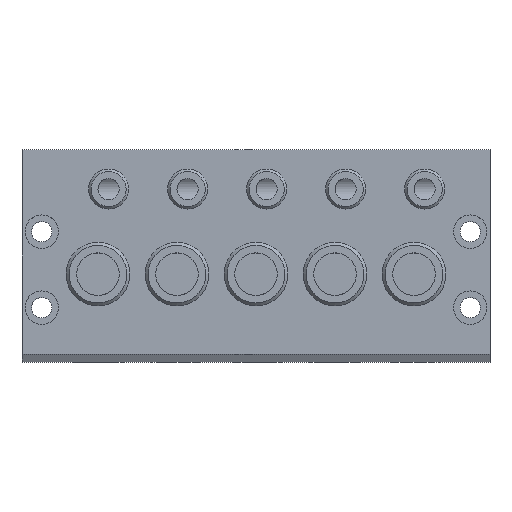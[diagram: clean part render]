
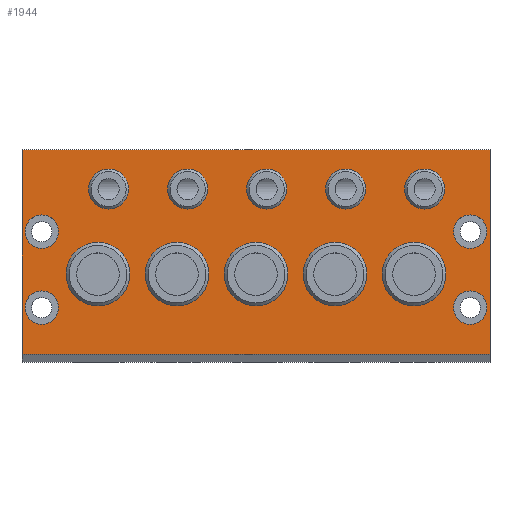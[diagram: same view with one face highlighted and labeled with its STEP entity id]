
A CAD part, top view. The second image highlights one B-rep face of the part: STEP entity #1944.
In plain terms, the highlighted planar face has unit normal (0, 0, 1).
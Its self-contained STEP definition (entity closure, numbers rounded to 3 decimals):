
#170=FACE_BOUND('',#611,.T.);
#171=FACE_BOUND('',#612,.T.);
#172=FACE_BOUND('',#613,.T.);
#173=FACE_BOUND('',#614,.T.);
#174=FACE_BOUND('',#615,.T.);
#175=FACE_BOUND('',#616,.T.);
#176=FACE_BOUND('',#617,.T.);
#177=FACE_BOUND('',#618,.T.);
#178=FACE_BOUND('',#619,.T.);
#179=FACE_BOUND('',#620,.T.);
#180=FACE_BOUND('',#621,.T.);
#181=FACE_BOUND('',#622,.T.);
#182=FACE_BOUND('',#623,.T.);
#183=FACE_BOUND('',#624,.T.);
#310=CIRCLE('',#2180,5.5);
#311=CIRCLE('',#2181,5.5);
#312=CIRCLE('',#2183,5.5);
#313=CIRCLE('',#2184,5.5);
#314=CIRCLE('',#2186,5.5);
#315=CIRCLE('',#2187,5.5);
#316=CIRCLE('',#2189,5.5);
#317=CIRCLE('',#2190,5.5);
#318=CIRCLE('',#2192,9.3);
#319=CIRCLE('',#2194,5.6);
#320=CIRCLE('',#2196,9.3);
#321=CIRCLE('',#2198,5.6);
#322=CIRCLE('',#2200,9.3);
#323=CIRCLE('',#2202,5.6);
#324=CIRCLE('',#2204,9.3);
#325=CIRCLE('',#2206,5.6);
#327=CIRCLE('',#2209,9.3);
#328=CIRCLE('',#2211,5.6);
#450=FACE_OUTER_BOUND('',#610,.T.);
#610=EDGE_LOOP('',(#1737,#1738,#1739,#1740));
#611=EDGE_LOOP('',(#1741));
#612=EDGE_LOOP('',(#1742));
#613=EDGE_LOOP('',(#1743));
#614=EDGE_LOOP('',(#1744));
#615=EDGE_LOOP('',(#1745));
#616=EDGE_LOOP('',(#1746));
#617=EDGE_LOOP('',(#1747));
#618=EDGE_LOOP('',(#1748));
#619=EDGE_LOOP('',(#1749));
#620=EDGE_LOOP('',(#1750));
#621=EDGE_LOOP('',(#1751,#1752));
#622=EDGE_LOOP('',(#1753,#1754));
#623=EDGE_LOOP('',(#1755,#1756));
#624=EDGE_LOOP('',(#1757,#1758));
#640=LINE('',#2883,#735);
#646=LINE('',#2894,#741);
#722=LINE('',#3771,#817);
#728=LINE('',#3797,#823);
#735=VECTOR('',#2247,10.);
#741=VECTOR('',#2255,10.);
#817=VECTOR('',#2809,10.);
#823=VECTOR('',#2845,10.);
#830=VERTEX_POINT('',#2880);
#831=VERTEX_POINT('',#2882);
#835=VERTEX_POINT('',#2892);
#972=VERTEX_POINT('',#3699);
#973=VERTEX_POINT('',#3700);
#974=VERTEX_POINT('',#3705);
#975=VERTEX_POINT('',#3706);
#976=VERTEX_POINT('',#3711);
#977=VERTEX_POINT('',#3712);
#978=VERTEX_POINT('',#3717);
#979=VERTEX_POINT('',#3718);
#980=VERTEX_POINT('',#3723);
#981=VERTEX_POINT('',#3727);
#982=VERTEX_POINT('',#3731);
#983=VERTEX_POINT('',#3735);
#984=VERTEX_POINT('',#3739);
#985=VERTEX_POINT('',#3743);
#986=VERTEX_POINT('',#3747);
#987=VERTEX_POINT('',#3751);
#989=VERTEX_POINT('',#3757);
#990=VERTEX_POINT('',#3761);
#992=VERTEX_POINT('',#3769);
#1003=EDGE_CURVE('',#830,#831,#640,.T.);
#1009=EDGE_CURVE('',#830,#835,#646,.T.);
#1208=EDGE_CURVE('',#972,#973,#310,.T.);
#1209=EDGE_CURVE('',#973,#972,#311,.T.);
#1211=EDGE_CURVE('',#974,#975,#312,.T.);
#1212=EDGE_CURVE('',#975,#974,#313,.T.);
#1214=EDGE_CURVE('',#976,#977,#314,.T.);
#1215=EDGE_CURVE('',#977,#976,#315,.T.);
#1217=EDGE_CURVE('',#978,#979,#316,.T.);
#1218=EDGE_CURVE('',#979,#978,#317,.T.);
#1221=EDGE_CURVE('',#980,#980,#318,.T.);
#1223=EDGE_CURVE('',#981,#981,#319,.T.);
#1225=EDGE_CURVE('',#982,#982,#320,.T.);
#1227=EDGE_CURVE('',#983,#983,#321,.T.);
#1229=EDGE_CURVE('',#984,#984,#322,.T.);
#1231=EDGE_CURVE('',#985,#985,#323,.T.);
#1233=EDGE_CURVE('',#986,#986,#324,.T.);
#1235=EDGE_CURVE('',#987,#987,#325,.T.);
#1238=EDGE_CURVE('',#989,#989,#327,.T.);
#1240=EDGE_CURVE('',#990,#990,#328,.T.);
#1244=EDGE_CURVE('',#835,#992,#722,.T.);
#1255=EDGE_CURVE('',#992,#831,#728,.T.);
#1737=ORIENTED_EDGE('',*,*,#1003,.F.);
#1738=ORIENTED_EDGE('',*,*,#1009,.T.);
#1739=ORIENTED_EDGE('',*,*,#1244,.T.);
#1740=ORIENTED_EDGE('',*,*,#1255,.T.);
#1741=ORIENTED_EDGE('',*,*,#1240,.T.);
#1742=ORIENTED_EDGE('',*,*,#1238,.T.);
#1743=ORIENTED_EDGE('',*,*,#1235,.T.);
#1744=ORIENTED_EDGE('',*,*,#1233,.T.);
#1745=ORIENTED_EDGE('',*,*,#1231,.T.);
#1746=ORIENTED_EDGE('',*,*,#1229,.T.);
#1747=ORIENTED_EDGE('',*,*,#1227,.T.);
#1748=ORIENTED_EDGE('',*,*,#1225,.T.);
#1749=ORIENTED_EDGE('',*,*,#1223,.T.);
#1750=ORIENTED_EDGE('',*,*,#1221,.T.);
#1751=ORIENTED_EDGE('',*,*,#1217,.T.);
#1752=ORIENTED_EDGE('',*,*,#1218,.T.);
#1753=ORIENTED_EDGE('',*,*,#1214,.T.);
#1754=ORIENTED_EDGE('',*,*,#1215,.T.);
#1755=ORIENTED_EDGE('',*,*,#1211,.T.);
#1756=ORIENTED_EDGE('',*,*,#1212,.T.);
#1757=ORIENTED_EDGE('',*,*,#1208,.T.);
#1758=ORIENTED_EDGE('',*,*,#1209,.T.);
#1827=PLANE('',#2229);
#1944=ADVANCED_FACE('',(#450,#170,#171,#172,#173,#174,#175,#176,#177,#178,
#179,#180,#181,#182,#183),#1827,.T.);
#2180=AXIS2_PLACEMENT_3D('',#3701,#2724,#2725);
#2181=AXIS2_PLACEMENT_3D('',#3702,#2726,#2727);
#2183=AXIS2_PLACEMENT_3D('',#3707,#2731,#2732);
#2184=AXIS2_PLACEMENT_3D('',#3708,#2733,#2734);
#2186=AXIS2_PLACEMENT_3D('',#3713,#2738,#2739);
#2187=AXIS2_PLACEMENT_3D('',#3714,#2740,#2741);
#2189=AXIS2_PLACEMENT_3D('',#3719,#2745,#2746);
#2190=AXIS2_PLACEMENT_3D('',#3720,#2747,#2748);
#2192=AXIS2_PLACEMENT_3D('',#3725,#2753,#2754);
#2194=AXIS2_PLACEMENT_3D('',#3729,#2758,#2759);
#2196=AXIS2_PLACEMENT_3D('',#3733,#2763,#2764);
#2198=AXIS2_PLACEMENT_3D('',#3737,#2768,#2769);
#2200=AXIS2_PLACEMENT_3D('',#3741,#2773,#2774);
#2202=AXIS2_PLACEMENT_3D('',#3745,#2778,#2779);
#2204=AXIS2_PLACEMENT_3D('',#3749,#2783,#2784);
#2206=AXIS2_PLACEMENT_3D('',#3753,#2788,#2789);
#2209=AXIS2_PLACEMENT_3D('',#3759,#2795,#2796);
#2211=AXIS2_PLACEMENT_3D('',#3763,#2800,#2801);
#2229=AXIS2_PLACEMENT_3D('',#3799,#2847,#2848);
#2247=DIRECTION('',(-1.,0.,0.));
#2255=DIRECTION('',(0.,1.,0.));
#2724=DIRECTION('center_axis',(0.,0.,-1.));
#2725=DIRECTION('ref_axis',(1.,0.,0.));
#2726=DIRECTION('center_axis',(0.,0.,-1.));
#2727=DIRECTION('ref_axis',(1.,0.,0.));
#2731=DIRECTION('center_axis',(0.,0.,-1.));
#2732=DIRECTION('ref_axis',(1.,0.,0.));
#2733=DIRECTION('center_axis',(0.,0.,-1.));
#2734=DIRECTION('ref_axis',(1.,0.,0.));
#2738=DIRECTION('center_axis',(0.,0.,-1.));
#2739=DIRECTION('ref_axis',(1.,0.,0.));
#2740=DIRECTION('center_axis',(0.,0.,-1.));
#2741=DIRECTION('ref_axis',(1.,0.,0.));
#2745=DIRECTION('center_axis',(0.,0.,-1.));
#2746=DIRECTION('ref_axis',(1.,0.,0.));
#2747=DIRECTION('center_axis',(0.,0.,-1.));
#2748=DIRECTION('ref_axis',(1.,0.,0.));
#2753=DIRECTION('center_axis',(0.,0.,-1.));
#2754=DIRECTION('ref_axis',(-1.,0.,0.));
#2758=DIRECTION('center_axis',(0.,0.,-1.));
#2759=DIRECTION('ref_axis',(-1.,0.,0.));
#2763=DIRECTION('center_axis',(0.,0.,-1.));
#2764=DIRECTION('ref_axis',(-1.,0.,0.));
#2768=DIRECTION('center_axis',(0.,0.,-1.));
#2769=DIRECTION('ref_axis',(-1.,0.,0.));
#2773=DIRECTION('center_axis',(0.,0.,-1.));
#2774=DIRECTION('ref_axis',(-1.,0.,0.));
#2778=DIRECTION('center_axis',(0.,0.,-1.));
#2779=DIRECTION('ref_axis',(-1.,0.,0.));
#2783=DIRECTION('center_axis',(0.,0.,-1.));
#2784=DIRECTION('ref_axis',(-1.,0.,0.));
#2788=DIRECTION('center_axis',(0.,0.,-1.));
#2789=DIRECTION('ref_axis',(-1.,0.,0.));
#2795=DIRECTION('center_axis',(0.,0.,-1.));
#2796=DIRECTION('ref_axis',(-1.,0.,0.));
#2800=DIRECTION('center_axis',(0.,0.,-1.));
#2801=DIRECTION('ref_axis',(-1.,0.,0.));
#2809=DIRECTION('',(-1.,0.,0.));
#2845=DIRECTION('',(0.,-1.,0.));
#2847=DIRECTION('center_axis',(0.,0.,1.));
#2848=DIRECTION('ref_axis',(1.,0.,0.));
#2880=CARTESIAN_POINT('',(77.,-32.402,25.));
#2882=CARTESIAN_POINT('',(-77.,-32.402,25.));
#2883=CARTESIAN_POINT('',(-38.5,-32.402,25.));
#2892=CARTESIAN_POINT('',(77.,35.,25.));
#2894=CARTESIAN_POINT('',(77.,35.,25.));
#3699=CARTESIAN_POINT('',(76.,-17.,25.));
#3700=CARTESIAN_POINT('',(65.,-17.,25.));
#3701=CARTESIAN_POINT('Origin',(70.5,-17.,25.));
#3702=CARTESIAN_POINT('Origin',(70.5,-17.,25.));
#3705=CARTESIAN_POINT('',(76.,8.,25.));
#3706=CARTESIAN_POINT('',(65.,8.,25.));
#3707=CARTESIAN_POINT('Origin',(70.5,8.,25.));
#3708=CARTESIAN_POINT('Origin',(70.5,8.,25.));
#3711=CARTESIAN_POINT('',(-65.,8.,25.));
#3712=CARTESIAN_POINT('',(-76.,8.,25.));
#3713=CARTESIAN_POINT('Origin',(-70.5,8.,25.));
#3714=CARTESIAN_POINT('Origin',(-70.5,8.,25.));
#3717=CARTESIAN_POINT('',(-65.,-17.,25.));
#3718=CARTESIAN_POINT('',(-76.,-17.,25.));
#3719=CARTESIAN_POINT('Origin',(-70.5,-17.,25.));
#3720=CARTESIAN_POINT('Origin',(-70.5,-17.,25.));
#3723=CARTESIAN_POINT('',(-42.7,-6.,25.));
#3725=CARTESIAN_POINT('Origin',(-52.,-6.,25.));
#3727=CARTESIAN_POINT('',(-42.9,22.,25.));
#3729=CARTESIAN_POINT('Origin',(-48.5,22.,25.));
#3731=CARTESIAN_POINT('',(-16.7,-6.,25.));
#3733=CARTESIAN_POINT('Origin',(-26.,-6.,25.));
#3735=CARTESIAN_POINT('',(-16.9,22.,25.));
#3737=CARTESIAN_POINT('Origin',(-22.5,22.,25.));
#3739=CARTESIAN_POINT('',(9.3,-6.,25.));
#3741=CARTESIAN_POINT('Origin',(0.,-6.,25.));
#3743=CARTESIAN_POINT('',(9.1,22.,25.));
#3745=CARTESIAN_POINT('Origin',(3.5,22.,25.));
#3747=CARTESIAN_POINT('',(35.3,-6.,25.));
#3749=CARTESIAN_POINT('Origin',(26.,-6.,25.));
#3751=CARTESIAN_POINT('',(35.1,22.,25.));
#3753=CARTESIAN_POINT('Origin',(29.5,22.,25.));
#3757=CARTESIAN_POINT('',(61.3,-6.,25.));
#3759=CARTESIAN_POINT('Origin',(52.,-6.,25.));
#3761=CARTESIAN_POINT('',(61.1,22.,25.));
#3763=CARTESIAN_POINT('Origin',(55.5,22.,25.));
#3769=CARTESIAN_POINT('',(-77.,35.,25.));
#3771=CARTESIAN_POINT('',(-77.,35.,25.));
#3797=CARTESIAN_POINT('',(-77.,-35.,25.));
#3799=CARTESIAN_POINT('Origin',(0.,0.,25.));
